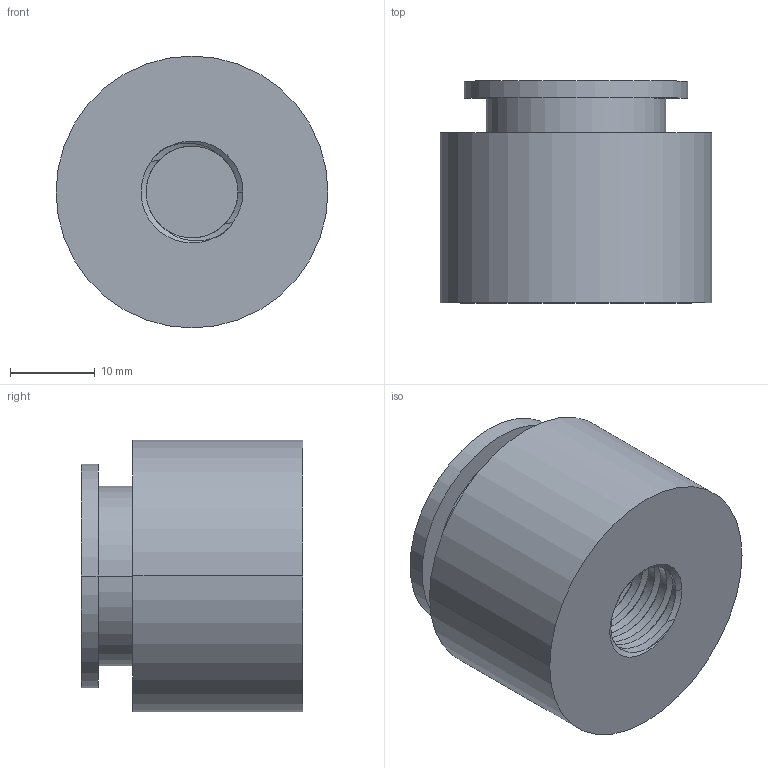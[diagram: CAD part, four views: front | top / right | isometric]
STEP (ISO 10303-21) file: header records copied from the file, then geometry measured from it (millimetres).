
FILE_DESCRIPTION (( 'STEP AP214' ), '1' );
FILE_NAME ('縺膰翴籦鴀 瘔錟.STEP', '2022-07-25T09:01:17', ( '' ), ( '' ), 'SwSTEP 2.0', 'SolidWorks 2021', '' );
FILE_SCHEMA (( 'AUTOMOTIVE_DESIGN' ));
Length unit declared in the file: millimetre
Products named in the file (1): 縺膰翴籦鴀 瘔錟
Bounding box: 32 x 26.1 x 32 mm (x, y, z)
Volume: 16642.2 mm3; surface area: 5405.8 mm2
Topology: 1 solids, 1 shells, 44 faces, 112 edges, 73 vertices
Faces by surface type: cylinder 28, plane 7, bspline 6, cone 3
Entity records: 3603 total; most frequent: CARTESIAN_POINT 2658, ORIENTED_EDGE 224, DIRECTION 157, EDGE_CURVE 112, VERTEX_POINT 73, AXIS2_PLACEMENT_3D 60, EDGE_LOOP 47, FACE_OUTER_BOUND 44
